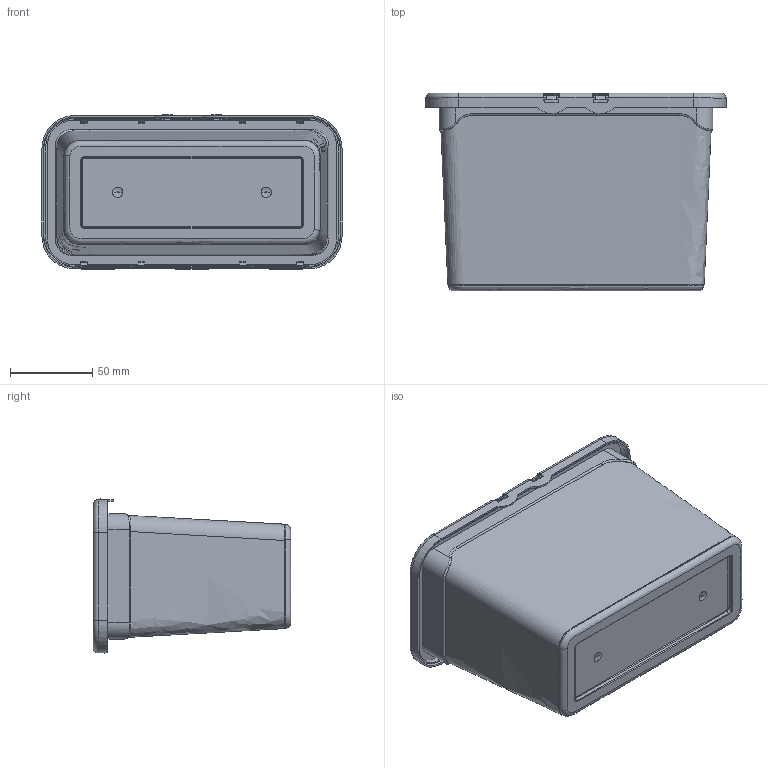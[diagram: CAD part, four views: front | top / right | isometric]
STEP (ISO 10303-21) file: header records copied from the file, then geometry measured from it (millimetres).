
FILE_DESCRIPTION (( 'STEP AP214' ), '1' );
FILE_NAME ('B145 Êîðîáêà ïëàñòèêîâàÿ, 185x93x120 ìì.STEP', '2020-02-20T06:00:41', ( 'Ïîëüçîâàòåëü Windows' ), ( '' ), 'SwSTEP 2.0', 'SolidWorks 2019', '' );
FILE_SCHEMA (( 'AUTOMOTIVE_DESIGN' ));
Length unit declared in the file: millimetre
Products named in the file (4): B145 Êðûøêà_00; B145 Êðåïëåíèå êðûøêè_00; B145 澎觐耱黖00; B145 Êîðîáêà ïëàñòèêîâàÿ, 185x93x120 ìì
Assembly tree (3 placements, depth 2):
  B145 Êîðîáêà ïëàñòèêîâàÿ, 185x93x120 ìì
    B145 澎觐耱黖00
    B145 Êðåïëåíèå êðûøêè_00
    B145 Êðûøêà_00
Bounding box: 183 x 120.5 x 94 mm (x, y, z)
Volume: 125674 mm3; surface area: 201119.2 mm2
Topology: 16 solids, 16 shells, 558 faces, 1456 edges, 926 vertices
Faces by surface type: plane 315, cylinder 161, torus 68, bspline 14
Entity records: 23406 total; most frequent: CARTESIAN_POINT 9409, ORIENTED_EDGE 2912, DIRECTION 2823, EDGE_CURVE 1456, VECTOR 953, LINE 953, AXIS2_PLACEMENT_3D 935, VERTEX_POINT 926
